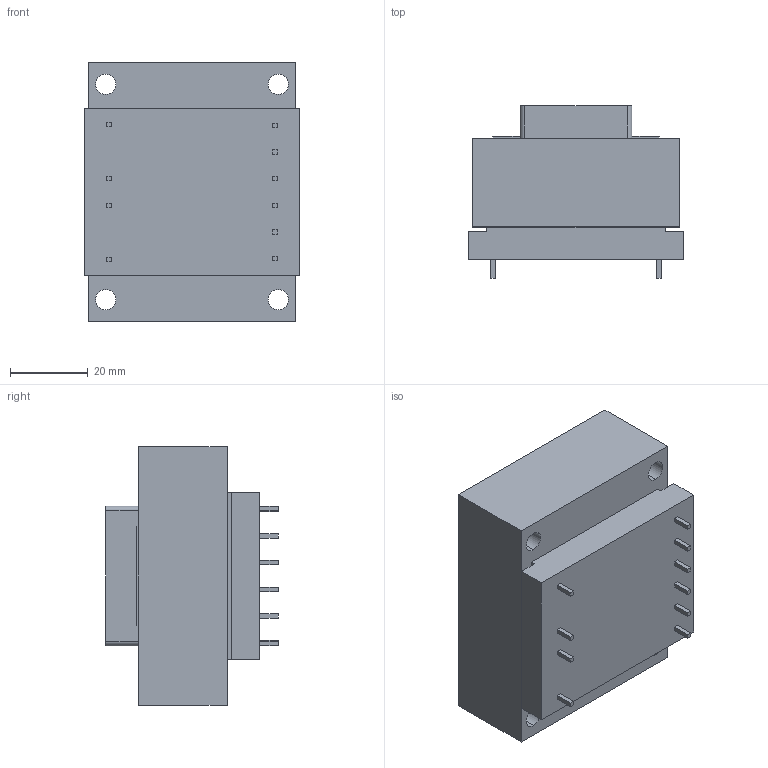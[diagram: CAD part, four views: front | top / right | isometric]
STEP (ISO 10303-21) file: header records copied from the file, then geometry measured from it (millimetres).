
FILE_DESCRIPTION (( 'STEP AP214' ), '1' );
FILE_NAME ('14A-30-515.STEP', '2020-07-11T10:07:31', ( '' ), ( '' ), 'SwSTEP 2.0', 'SolidWorks 2017', '' );
FILE_SCHEMA (( 'AUTOMOTIVE_DESIGN' ));
Length unit declared in the file: inch
Products named in the file (1): 14A-30-515
Bounding box: 55.37 x 44.39 x 66.55 mm (x, y, z)
Volume: 107727.5 mm3; surface area: 24429.2 mm2
Topology: 13 solids, 13 shells, 102 faces, 228 edges, 152 vertices
Faces by surface type: plane 90, cylinder 12
Entity records: 2984 total; most frequent: CARTESIAN_POINT 483, DIRECTION 458, ORIENTED_EDGE 456, EDGE_CURVE 228, VECTOR 204, LINE 204, VERTEX_POINT 152, AXIS2_PLACEMENT_3D 127
